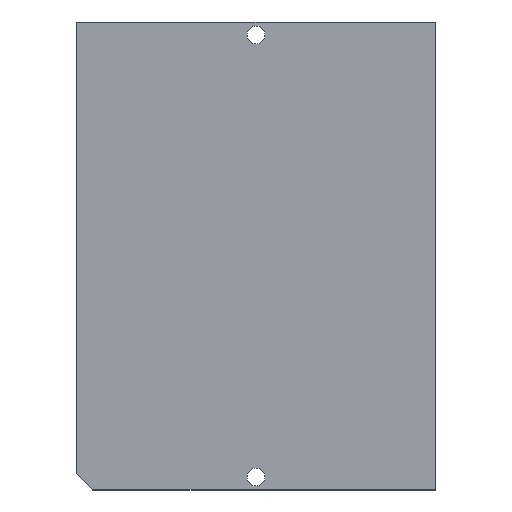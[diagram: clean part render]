
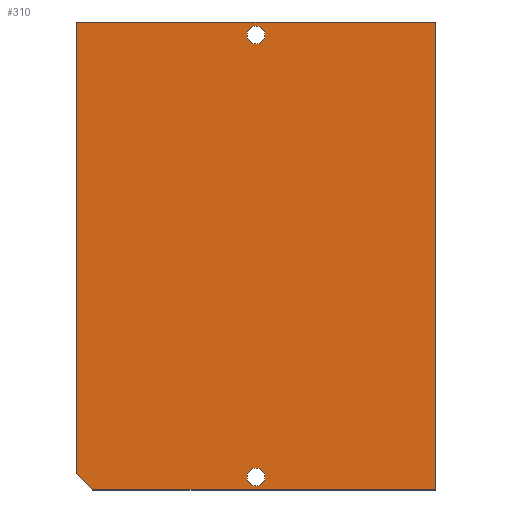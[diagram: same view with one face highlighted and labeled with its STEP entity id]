
A CAD part, top view. The second image highlights one B-rep face of the part: STEP entity #310.
In plain terms, the highlighted planar face has unit normal (0, 0, 1).
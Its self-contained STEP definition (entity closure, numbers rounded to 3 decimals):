
#94 = VERTEX_POINT('',#95);
#95 = CARTESIAN_POINT('',(0.,0.,0.));
#112 = VERTEX_POINT('',#113);
#113 = CARTESIAN_POINT('',(0.,-55.5,0.));
#119 = EDGE_CURVE('',#94,#112,#120,.T.);
#120 = LINE('',#121,#122);
#121 = CARTESIAN_POINT('',(0.,0.,0.));
#122 = VECTOR('',#123,1.);
#123 = DIRECTION('',(0.,-1.,0.));
#143 = VERTEX_POINT('',#144);
#144 = CARTESIAN_POINT('',(44.1,0.,0.));
#150 = EDGE_CURVE('',#94,#143,#151,.T.);
#151 = LINE('',#152,#153);
#152 = CARTESIAN_POINT('',(0.,0.,0.));
#153 = VECTOR('',#154,1.);
#154 = DIRECTION('',(1.,0.,0.));
#165 = VERTEX_POINT('',#166);
#166 = CARTESIAN_POINT('',(2.,-57.5,0.));
#181 = EDGE_CURVE('',#165,#112,#182,.T.);
#182 = LINE('',#183,#184);
#183 = CARTESIAN_POINT('',(2.,-57.5,0.));
#184 = VECTOR('',#185,1.);
#185 = DIRECTION('',(-0.707,0.707,0.));
#205 = VERTEX_POINT('',#206);
#206 = CARTESIAN_POINT('',(44.1,-57.5,0.));
#212 = EDGE_CURVE('',#143,#205,#213,.T.);
#213 = LINE('',#214,#215);
#214 = CARTESIAN_POINT('',(44.1,0.,0.));
#215 = VECTOR('',#216,1.);
#216 = DIRECTION('',(0.,-1.,0.));
#234 = EDGE_CURVE('',#205,#165,#235,.T.);
#235 = LINE('',#236,#237);
#236 = CARTESIAN_POINT('',(44.1,-57.5,0.));
#237 = VECTOR('',#238,1.);
#238 = DIRECTION('',(-1.,0.,0.));
#249 = VERTEX_POINT('',#250);
#250 = CARTESIAN_POINT('',(23.15,-55.9,0.));
#266 = EDGE_CURVE('',#249,#249,#267,.T.);
#267 = CIRCLE('',#268,1.1);
#268 = AXIS2_PLACEMENT_3D('',#269,#270,#271);
#269 = CARTESIAN_POINT('',(22.05,-55.9,0.));
#270 = DIRECTION('',(0.,0.,1.));
#271 = DIRECTION('',(1.,0.,-0.));
#282 = VERTEX_POINT('',#283);
#283 = CARTESIAN_POINT('',(23.15,-1.6,0.));
#299 = EDGE_CURVE('',#282,#282,#300,.T.);
#300 = CIRCLE('',#301,1.1);
#301 = AXIS2_PLACEMENT_3D('',#302,#303,#304);
#302 = CARTESIAN_POINT('',(22.05,-1.6,0.));
#303 = DIRECTION('',(0.,0.,1.));
#304 = DIRECTION('',(1.,0.,-0.));
#310 = ADVANCED_FACE('',(#311,#318,#321),#324,.T.);
#311 = FACE_BOUND('',#312,.T.);
#312 = EDGE_LOOP('',(#313,#314,#315,#316,#317));
#313 = ORIENTED_EDGE('',*,*,#119,.T.);
#314 = ORIENTED_EDGE('',*,*,#181,.F.);
#315 = ORIENTED_EDGE('',*,*,#234,.F.);
#316 = ORIENTED_EDGE('',*,*,#212,.F.);
#317 = ORIENTED_EDGE('',*,*,#150,.F.);
#318 = FACE_BOUND('',#319,.T.);
#319 = EDGE_LOOP('',(#320));
#320 = ORIENTED_EDGE('',*,*,#266,.F.);
#321 = FACE_BOUND('',#322,.T.);
#322 = EDGE_LOOP('',(#323));
#323 = ORIENTED_EDGE('',*,*,#299,.F.);
#324 = PLANE('',#325);
#325 = AXIS2_PLACEMENT_3D('',#326,#327,#328);
#326 = CARTESIAN_POINT('',(22.182,-28.579,0.));
#327 = DIRECTION('',(0.,0.,1.));
#328 = DIRECTION('',(1.,0.,0.));
